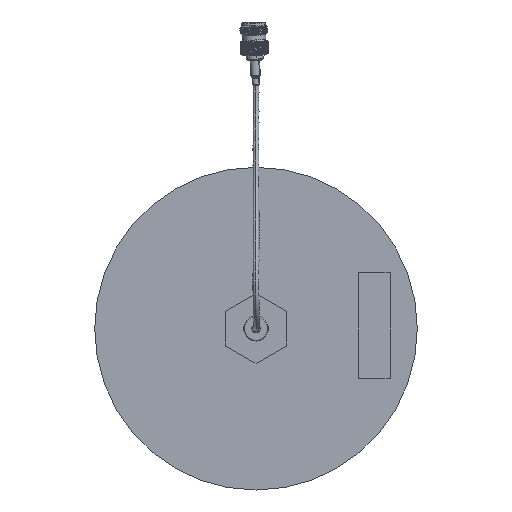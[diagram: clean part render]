
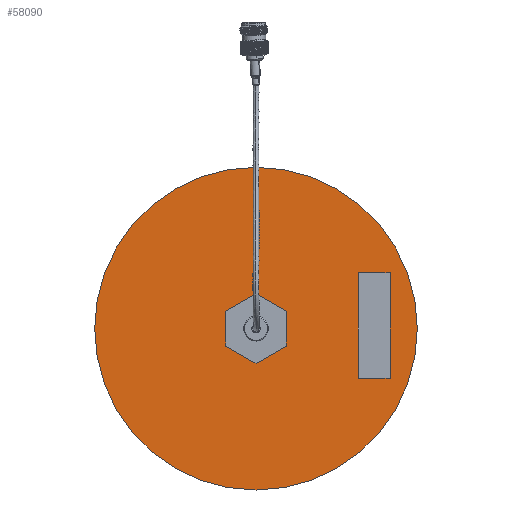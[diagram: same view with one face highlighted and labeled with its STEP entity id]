
A CAD part, front view. The second image highlights one B-rep face of the part: STEP entity #58090.
In plain terms, the highlighted planar face has unit normal (0, -1, 0).
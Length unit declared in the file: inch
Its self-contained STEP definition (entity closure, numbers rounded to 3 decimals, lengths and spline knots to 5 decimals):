
#879 = LINE ( 'NONE', #30385, #78013 ) ;
#5567 = CARTESIAN_POINT ( 'NONE',  ( 0., 0., 0.28166 ) ) ;
#9294 = DIRECTION ( 'NONE',  ( 0., 1., 0. ) ) ;
#10737 = VERTEX_POINT ( 'NONE', #64419 ) ;
#11431 = EDGE_LOOP ( 'NONE', ( #59322, #89907, #61986, #89562 ) ) ;
#13084 = VECTOR ( 'NONE', #72223, 39.37008 ) ;
#14131 = EDGE_CURVE ( 'NONE', #81202, #10737, #73448, .T. ) ;
#15565 = EDGE_CURVE ( 'NONE', #18136, #24668, #28991, .T. ) ;
#15809 = VERTEX_POINT ( 'NONE', #61890 ) ;
#16890 = DIRECTION ( 'NONE',  ( 0., 1., 0. ) ) ;
#17661 = AXIS2_PLACEMENT_3D ( 'NONE', #24584, #16890, #76018 ) ;
#18136 = VERTEX_POINT ( 'NONE', #82041 ) ;
#19254 = CIRCLE ( 'NONE', #88931, 3.66 ) ;
#20484 = FACE_BOUND ( 'NONE', #24014, .T. ) ;
#21440 = DIRECTION ( 'NONE',  ( 0., 0., 1. ) ) ;
#21497 = ORIENTED_EDGE ( 'NONE', *, *, #65247, .F. ) ;
#22313 = CARTESIAN_POINT ( 'NONE',  ( 3.04267, 0., -1.12272 ) ) ;
#22853 = CARTESIAN_POINT ( 'NONE',  ( 2.3205, 0., -1.12272 ) ) ;
#24014 = EDGE_LOOP ( 'NONE', ( #74286, #82908 ) ) ;
#24584 = CARTESIAN_POINT ( 'NONE',  ( 0., 0., 0. ) ) ;
#24668 = VERTEX_POINT ( 'NONE', #42521 ) ;
#25485 = CARTESIAN_POINT ( 'NONE',  ( 0., 0., 0. ) ) ;
#27099 = CARTESIAN_POINT ( 'NONE',  ( 2.3205, 0., 1.26681 ) ) ;
#28991 = LINE ( 'NONE', #27099, #13084 ) ;
#30120 = DIRECTION ( 'NONE',  ( 1., 0., 0. ) ) ;
#30385 = CARTESIAN_POINT ( 'NONE',  ( 3.04267, 0., 1.26681 ) ) ;
#31631 = EDGE_LOOP ( 'NONE', ( #48102, #21497 ) ) ;
#33390 = CARTESIAN_POINT ( 'NONE',  ( 2.3205, 0., 1.26681 ) ) ;
#39283 = AXIS2_PLACEMENT_3D ( 'NONE', #25485, #84687, #70100 ) ;
#42521 = CARTESIAN_POINT ( 'NONE',  ( 2.3205, 0., -1.12272 ) ) ;
#44183 = LINE ( 'NONE', #22853, #54835 ) ;
#45487 = CIRCLE ( 'NONE', #17661, 3.66 ) ;
#47047 = CARTESIAN_POINT ( 'NONE',  ( 3.04267, 0., 1.26681 ) ) ;
#48102 = ORIENTED_EDGE ( 'NONE', *, *, #68531, .F. ) ;
#50054 = FACE_BOUND ( 'NONE', #11431, .T. ) ;
#53357 = CARTESIAN_POINT ( 'NONE',  ( 0., 0., 0. ) ) ;
#53854 = EDGE_CURVE ( 'NONE', #63381, #18136, #79442, .T. ) ;
#54835 = VECTOR ( 'NONE', #30120, 39.37008 ) ;
#56632 = VERTEX_POINT ( 'NONE', #72131 ) ;
#57351 = CARTESIAN_POINT ( 'NONE',  ( 0., 0., 0. ) ) ;
#58090 = ADVANCED_FACE ( 'NONE', ( #86939, #20484, #50054 ), #79648, .F. ) ;
#59322 = ORIENTED_EDGE ( 'NONE', *, *, #15565, .F. ) ;
#61890 = CARTESIAN_POINT ( 'NONE',  ( 0., 0., 3.66 ) ) ;
#61986 = ORIENTED_EDGE ( 'NONE', *, *, #63696, .F. ) ;
#62933 = DIRECTION ( 'NONE',  ( -1., 0., 0. ) ) ;
#63381 = VERTEX_POINT ( 'NONE', #47047 ) ;
#63696 = EDGE_CURVE ( 'NONE', #87145, #63381, #879, .T. ) ;
#64419 = CARTESIAN_POINT ( 'NONE',  ( 0., 0., -0.28166 ) ) ;
#65247 = EDGE_CURVE ( 'NONE', #56632, #15809, #45487, .T. ) ;
#66511 = DIRECTION ( 'NONE',  ( 0., 1., 0. ) ) ;
#66986 = AXIS2_PLACEMENT_3D ( 'NONE', #72864, #66511, #21440 ) ;
#68531 = EDGE_CURVE ( 'NONE', #15809, #56632, #19254, .T. ) ;
#70100 = DIRECTION ( 'NONE',  ( 0., 0., 1. ) ) ;
#70529 = DIRECTION ( 'NONE',  ( 0., 0., 1. ) ) ;
#72131 = CARTESIAN_POINT ( 'NONE',  ( 0., 0., -3.66 ) ) ;
#72223 = DIRECTION ( 'NONE',  ( 0., 0., -1. ) ) ;
#72864 = CARTESIAN_POINT ( 'NONE',  ( 0., 0., 0. ) ) ;
#73448 = CIRCLE ( 'NONE', #85838, 0.28166 ) ;
#74286 = ORIENTED_EDGE ( 'NONE', *, *, #14131, .F. ) ;
#76018 = DIRECTION ( 'NONE',  ( 0., 0., 1. ) ) ;
#77100 = EDGE_CURVE ( 'NONE', #10737, #81202, #93579, .T. ) ;
#78013 = VECTOR ( 'NONE', #88663, 39.37008 ) ;
#79235 = DIRECTION ( 'NONE',  ( 0., -1., 0. ) ) ;
#79442 = LINE ( 'NONE', #33390, #83974 ) ;
#79648 = PLANE ( 'NONE',  #66986 ) ;
#80247 = EDGE_CURVE ( 'NONE', #24668, #87145, #44183, .T. ) ;
#81202 = VERTEX_POINT ( 'NONE', #5567 ) ;
#82041 = CARTESIAN_POINT ( 'NONE',  ( 2.3205, 0., 1.26681 ) ) ;
#82908 = ORIENTED_EDGE ( 'NONE', *, *, #77100, .F. ) ;
#83974 = VECTOR ( 'NONE', #62933, 39.37008 ) ;
#84687 = DIRECTION ( 'NONE',  ( 0., -1., 0. ) ) ;
#85838 = AXIS2_PLACEMENT_3D ( 'NONE', #57351, #79235, #70529 ) ;
#86939 = FACE_OUTER_BOUND ( 'NONE', #31631, .T. ) ;
#87145 = VERTEX_POINT ( 'NONE', #22313 ) ;
#88663 = DIRECTION ( 'NONE',  ( 0., 0., 1. ) ) ;
#88931 = AXIS2_PLACEMENT_3D ( 'NONE', #53357, #9294, #90773 ) ;
#89562 = ORIENTED_EDGE ( 'NONE', *, *, #80247, .F. ) ;
#89907 = ORIENTED_EDGE ( 'NONE', *, *, #53854, .F. ) ;
#90773 = DIRECTION ( 'NONE',  ( 0., 0., 1. ) ) ;
#93579 = CIRCLE ( 'NONE', #39283, 0.28166 ) ;
